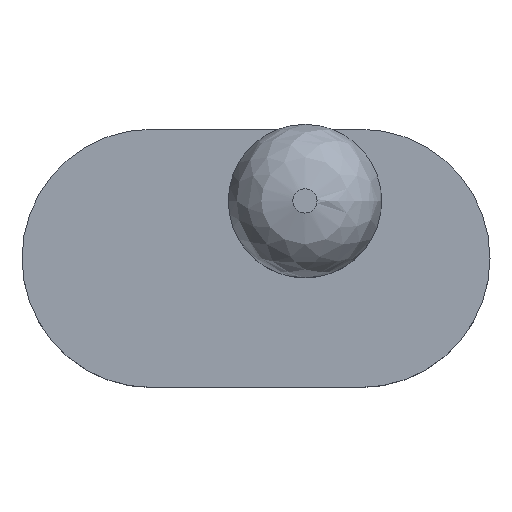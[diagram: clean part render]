
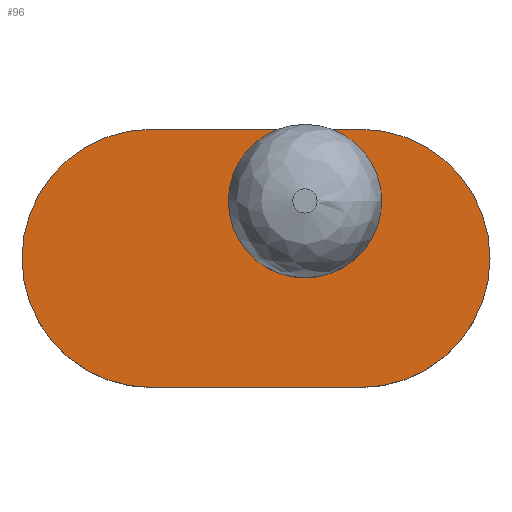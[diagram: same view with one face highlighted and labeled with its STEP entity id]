
A CAD part, top view. The second image highlights one B-rep face of the part: STEP entity #96.
In plain terms, the highlighted planar face has unit normal (0, 0, 1).
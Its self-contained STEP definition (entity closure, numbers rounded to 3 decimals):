
#96=ADVANCED_FACE('',(#120),#121,.T.);
#120=FACE_OUTER_BOUND('',#156,.T.);
#121=PLANE('',#157);
#156=EDGE_LOOP('',(#239,#240,#241,#242,#243,#244));
#157=AXIS2_PLACEMENT_3D('',#245,#246,#247);
#239=ORIENTED_EDGE('',*,*,#314,.T.);
#240=ORIENTED_EDGE('',*,*,#315,.T.);
#241=ORIENTED_EDGE('',*,*,#316,.T.);
#242=ORIENTED_EDGE('',*,*,#317,.T.);
#243=ORIENTED_EDGE('',*,*,#318,.T.);
#244=ORIENTED_EDGE('',*,*,#312,.T.);
#245=CARTESIAN_POINT('',(3.5,0.0,2.9));
#246=DIRECTION('',(0.0,-0.0,1.0));
#247=DIRECTION('',(0.0,1.0,0.0));
#312=EDGE_CURVE('',#342,#340,#343,.T.);
#314=EDGE_CURVE('',#340,#345,#346,.T.);
#315=EDGE_CURVE('',#345,#347,#348,.T.);
#316=EDGE_CURVE('',#347,#349,#350,.T.);
#317=EDGE_CURVE('',#349,#351,#352,.T.);
#318=EDGE_CURVE('',#351,#342,#353,.T.);
#340=VERTEX_POINT('',#382);
#342=VERTEX_POINT('',#385);
#343=CIRCLE('',#386,4.0);
#345=VERTEX_POINT('',#389);
#346=CIRCLE('',#390,4.0);
#347=VERTEX_POINT('',#391);
#348=LINE('',#392,#393);
#349=VERTEX_POINT('',#394);
#350=CIRCLE('',#395,4.0);
#351=VERTEX_POINT('',#396);
#352=CIRCLE('',#397,4.0);
#353=LINE('',#398,#399);
#382=CARTESIAN_POINT('',(7.5,0.0,2.9));
#385=CARTESIAN_POINT('',(3.5,-4.0,2.9));
#386=AXIS2_PLACEMENT_3D('',#438,#439,#440);
#389=CARTESIAN_POINT('',(3.5,4.0,2.9));
#390=AXIS2_PLACEMENT_3D('',#442,#443,#444);
#391=CARTESIAN_POINT('',(-3.0,4.0,2.9));
#392=CARTESIAN_POINT('',(3.5,4.0,2.9));
#393=VECTOR('',#445,1.0);
#394=CARTESIAN_POINT('',(-7.0,0.,2.9));
#395=AXIS2_PLACEMENT_3D('',#446,#447,#448);
#396=CARTESIAN_POINT('',(-3.0,-4.0,2.9));
#397=AXIS2_PLACEMENT_3D('',#449,#450,#451);
#398=CARTESIAN_POINT('',(-3.0,-4.0,2.9));
#399=VECTOR('',#452,1.0);
#438=CARTESIAN_POINT('',(3.5,0.0,2.9));
#439=DIRECTION('',(0.0,0.0,1.0));
#440=DIRECTION('',(1.0,0.0,0.0));
#442=CARTESIAN_POINT('',(3.5,0.0,2.9));
#443=DIRECTION('',(0.0,0.0,1.0));
#444=DIRECTION('',(1.0,0.0,0.0));
#445=DIRECTION('',(-1.0,0.0,0.0));
#446=CARTESIAN_POINT('',(-3.0,0.0,2.9));
#447=DIRECTION('',(0.0,0.0,1.0));
#448=DIRECTION('',(1.0,0.0,0.0));
#449=CARTESIAN_POINT('',(-3.0,0.0,2.9));
#450=DIRECTION('',(0.0,0.0,1.0));
#451=DIRECTION('',(1.0,0.0,0.0));
#452=DIRECTION('',(1.0,0.0,0.0));
